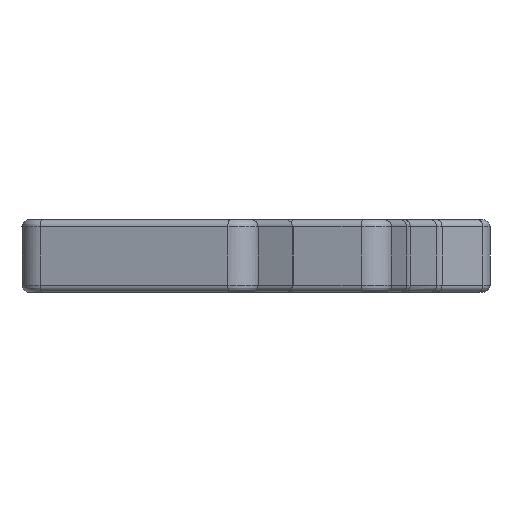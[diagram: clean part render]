
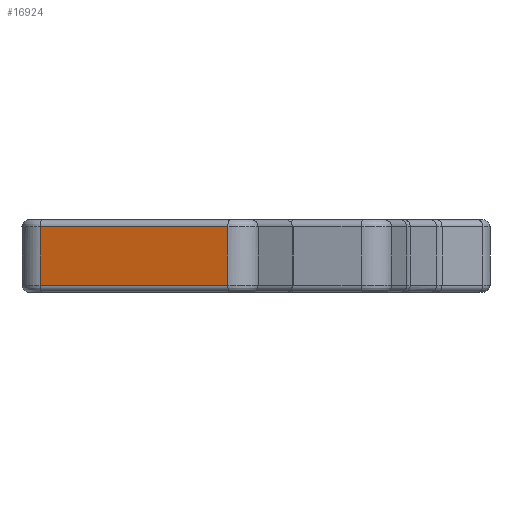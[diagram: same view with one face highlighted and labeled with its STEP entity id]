
A CAD part, left-side view. The second image highlights one B-rep face of the part: STEP entity #16924.
In plain terms, the highlighted free-form (B-spline) face has degree [1, 1] with [2, 2] control points.
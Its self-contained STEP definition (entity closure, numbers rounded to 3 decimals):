
#16185 = VERTEX_POINT('',#16186);
#16186 = CARTESIAN_POINT('',(-162.25,77.942,
    23.052));
#16220 = EDGE_CURVE('',#16185,#16221,#16223,.T.);
#16221 = VERTEX_POINT('',#16222);
#16222 = CARTESIAN_POINT('',(-179.941,11.92,
    23.052));
#16223 = B_SPLINE_CURVE_WITH_KNOTS('',1,(#16224,#16225),.UNSPECIFIED.,
  .F.,.F.,(2,2),(-12.646,42.504),
  .PIECEWISE_BEZIER_KNOTS.);
#16224 = CARTESIAN_POINT('',(-162.25,77.942,
    23.052));
#16225 = CARTESIAN_POINT('',(-179.941,11.92,
    23.052));
#16904 = VERTEX_POINT('',#16905);
#16905 = CARTESIAN_POINT('',(-179.941,11.92,
    2.479));
#16913 = EDGE_CURVE('',#16904,#16221,#16914,.T.);
#16914 = B_SPLINE_CURVE_WITH_KNOTS('',1,(#16915,#16916),.UNSPECIFIED.,
  .F.,.F.,(2,2),(2.,18.6),.PIECEWISE_BEZIER_KNOTS.);
#16915 = CARTESIAN_POINT('',(-179.941,11.92,
    2.479));
#16916 = CARTESIAN_POINT('',(-179.941,11.92,
    23.052));
#16924 = ADVANCED_FACE('',(#16925),#16941,.T.);
#16925 = FACE_BOUND('',#16926,.T.);
#16926 = EDGE_LOOP('',(#16927,#16934,#16935,#16936));
#16927 = ORIENTED_EDGE('',*,*,#16928,.F.);
#16928 = EDGE_CURVE('',#16904,#16929,#16931,.T.);
#16929 = VERTEX_POINT('',#16930);
#16930 = CARTESIAN_POINT('',(-162.25,77.942,
    2.479));
#16931 = B_SPLINE_CURVE_WITH_KNOTS('',1,(#16932,#16933),.UNSPECIFIED.,
  .F.,.F.,(2,2),(-42.504,12.646),
  .PIECEWISE_BEZIER_KNOTS.);
#16932 = CARTESIAN_POINT('',(-179.941,11.92,
    2.479));
#16933 = CARTESIAN_POINT('',(-162.25,77.942,
    2.479));
#16934 = ORIENTED_EDGE('',*,*,#16913,.T.);
#16935 = ORIENTED_EDGE('',*,*,#16220,.F.);
#16936 = ORIENTED_EDGE('',*,*,#16937,.F.);
#16937 = EDGE_CURVE('',#16929,#16185,#16938,.T.);
#16938 = B_SPLINE_CURVE_WITH_KNOTS('',1,(#16939,#16940),.UNSPECIFIED.,
  .F.,.F.,(2,2),(2.,18.6),.PIECEWISE_BEZIER_KNOTS.);
#16939 = CARTESIAN_POINT('',(-162.25,77.942,
    2.479));
#16940 = CARTESIAN_POINT('',(-162.25,77.942,
    23.052));
#16941 = B_SPLINE_SURFACE_WITH_KNOTS('',1,1,(
    (#16942,#16943)
    ,(#16944,#16945
    )),.UNSPECIFIED.,.F.,.F.,.F.,(2,2),(2,2),(0.,55.15),(2.,
    18.6),.PIECEWISE_BEZIER_KNOTS.);
#16942 = CARTESIAN_POINT('',(-162.25,77.942,
    2.479));
#16943 = CARTESIAN_POINT('',(-162.25,77.942,
    23.052));
#16944 = CARTESIAN_POINT('',(-179.941,11.92,
    2.479));
#16945 = CARTESIAN_POINT('',(-179.941,11.92,
    23.052));
